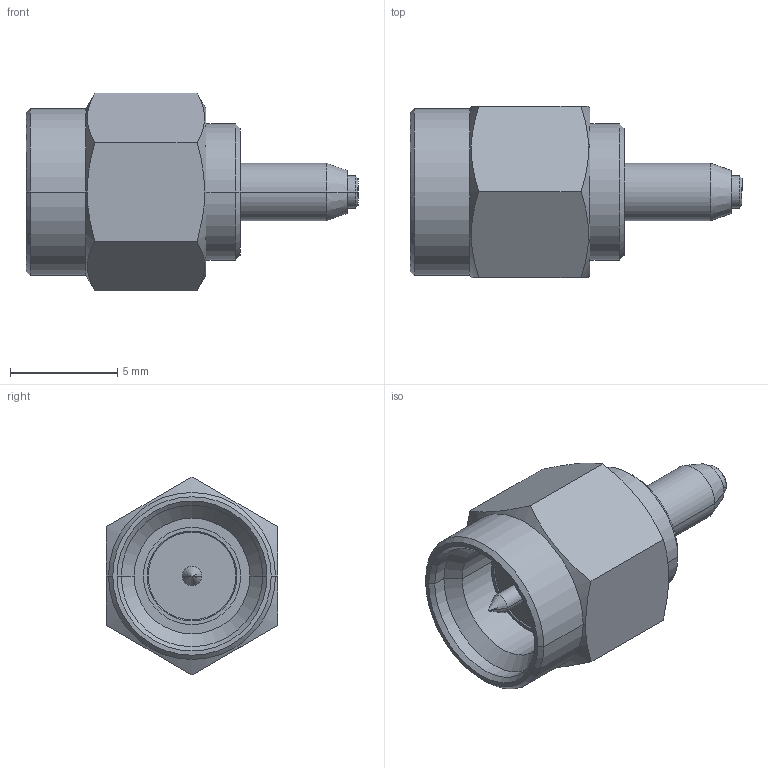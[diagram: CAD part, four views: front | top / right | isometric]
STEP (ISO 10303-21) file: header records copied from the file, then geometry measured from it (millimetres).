
FILE_DESCRIPTION (( 'STEP AP203' ), '1' );
FILE_NAME ('SMAMST.P.E.XX.STEP', '2021-12-04T14:23:40', ( 'admin' ), ( '' ), 'SwSTEP 2.0', 'SolidWorks 2015', '' );
FILE_SCHEMA (( 'CONFIG_CONTROL_DESIGN' ));
Length unit declared in the file: millimetre
Products named in the file (1): SMAMST.P.E.XX
Bounding box: 15.5 x 8 x 9.24 mm (x, y, z)
Volume: 412.4 mm3; surface area: 539.7 mm2
Topology: 1 solids, 1 shells, 54 faces, 116 edges, 69 vertices
Faces by surface type: cone 22, cylinder 18, plane 14
Entity records: 1583 total; most frequent: CARTESIAN_POINT 334, DIRECTION 260, ORIENTED_EDGE 228, EDGE_CURVE 114, AXIS2_PLACEMENT_3D 107, VERTEX_POINT 69, EDGE_LOOP 61, ADVANCED_FACE 54
